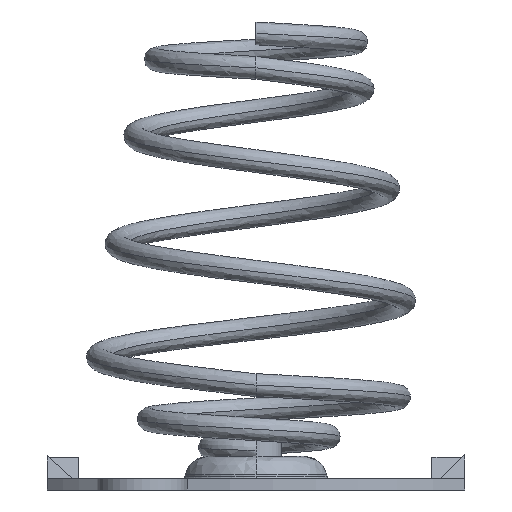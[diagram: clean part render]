
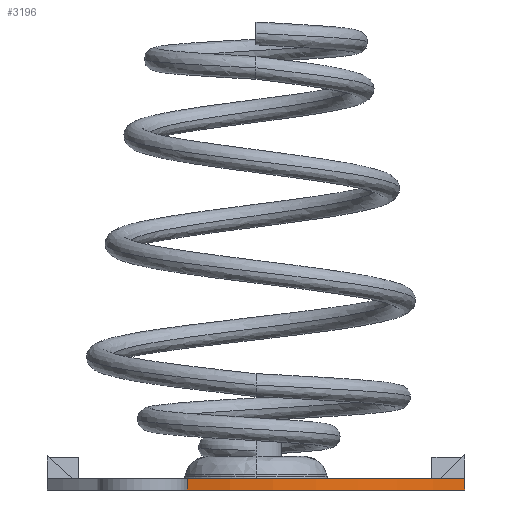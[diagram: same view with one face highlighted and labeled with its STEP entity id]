
A CAD part, front view. The second image highlights one B-rep face of the part: STEP entity #3196.
In plain terms, the highlighted cylindrical face has radius 12.5 mm (diameter 25 mm), a partial arc.
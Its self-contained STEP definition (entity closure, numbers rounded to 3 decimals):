
#134 = EDGE_CURVE ( 'NONE', #806, #2219, #3756, .T. ) ;
#294 = VECTOR ( 'NONE', #4545, 1000. ) ;
#371 = CIRCLE ( 'NONE', #2566, 12.5 ) ;
#435 = ORIENTED_EDGE ( 'NONE', *, *, #134, .T. ) ;
#441 = DIRECTION ( 'NONE',  ( 0., 0., -1. ) ) ;
#462 = DIRECTION ( 'NONE',  ( -1., 0., 0. ) ) ;
#520 = CARTESIAN_POINT ( 'NONE',  ( -1.98, 5.284, 0.942 ) ) ;
#667 = ORIENTED_EDGE ( 'NONE', *, *, #3516, .T. ) ;
#693 = EDGE_LOOP ( 'NONE', ( #435, #667, #987, #4147 ) ) ;
#806 = VERTEX_POINT ( 'NONE', #5415 ) ;
#889 = FACE_OUTER_BOUND ( 'NONE', #693, .T. ) ;
#907 = VECTOR ( 'NONE', #441, 1000. ) ;
#940 = CARTESIAN_POINT ( 'NONE',  ( -5.03, -6.839, 0.442 ) ) ;
#945 = EDGE_CURVE ( 'NONE', #4532, #806, #4212, .T. ) ;
#987 = ORIENTED_EDGE ( 'NONE', *, *, #3861, .T. ) ;
#1341 = DIRECTION ( 'NONE',  ( 0., 0., -1. ) ) ;
#1348 = LINE ( 'NONE', #3819, #907 ) ;
#1458 = AXIS2_PLACEMENT_3D ( 'NONE', #3443, #2144, #2584 ) ;
#1702 = CARTESIAN_POINT ( 'NONE',  ( -1.98, 5.284, 0.442 ) ) ;
#2089 = AXIS2_PLACEMENT_3D ( 'NONE', #520, #1341, #3023 ) ;
#2144 = DIRECTION ( 'NONE',  ( 0., 0., -1. ) ) ;
#2219 = VERTEX_POINT ( 'NONE', #5329 ) ;
#2566 = AXIS2_PLACEMENT_3D ( 'NONE', #1702, #3433, #462 ) ;
#2584 = DIRECTION ( 'NONE',  ( -1., 0., 0. ) ) ;
#3023 = DIRECTION ( 'NONE',  ( -1., 0., 0. ) ) ;
#3196 = ADVANCED_FACE ( 'NONE', ( #889 ), #5129, .T. ) ;
#3396 = CARTESIAN_POINT ( 'NONE',  ( 7.27, -3.124, 0.442 ) ) ;
#3433 = DIRECTION ( 'NONE',  ( 0., 0., 1. ) ) ;
#3443 = CARTESIAN_POINT ( 'NONE',  ( -1.98, 5.284, 0.942 ) ) ;
#3516 = EDGE_CURVE ( 'NONE', #2219, #3521, #1348, .T. ) ;
#3521 = VERTEX_POINT ( 'NONE', #940 ) ;
#3756 = CIRCLE ( 'NONE', #2089, 12.5 ) ;
#3819 = CARTESIAN_POINT ( 'NONE',  ( -5.03, -6.839, 0.942 ) ) ;
#3861 = EDGE_CURVE ( 'NONE', #3521, #4532, #371, .T. ) ;
#4147 = ORIENTED_EDGE ( 'NONE', *, *, #945, .T. ) ;
#4212 = LINE ( 'NONE', #4946, #294 ) ;
#4532 = VERTEX_POINT ( 'NONE', #3396 ) ;
#4545 = DIRECTION ( 'NONE',  ( 0., 0., 1. ) ) ;
#4946 = CARTESIAN_POINT ( 'NONE',  ( 7.27, -3.124, 0.942 ) ) ;
#5129 = CYLINDRICAL_SURFACE ( 'NONE', #1458, 12.5 ) ;
#5329 = CARTESIAN_POINT ( 'NONE',  ( -5.03, -6.839, 0.942 ) ) ;
#5415 = CARTESIAN_POINT ( 'NONE',  ( 7.27, -3.124, 0.942 ) ) ;
